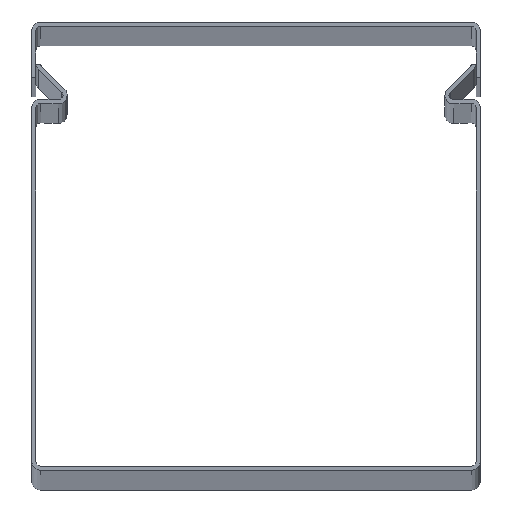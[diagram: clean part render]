
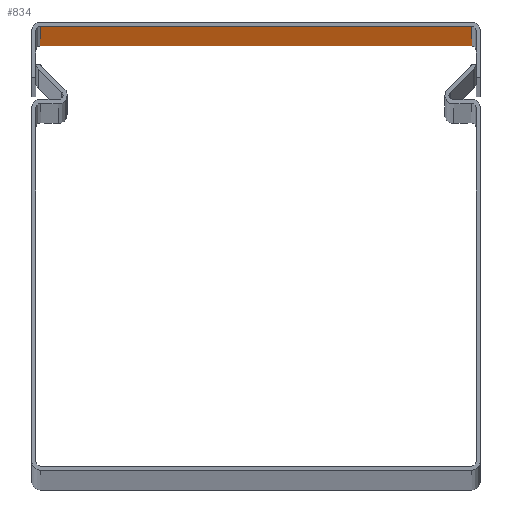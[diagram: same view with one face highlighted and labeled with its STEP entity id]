
A CAD part, top view. The second image highlights one B-rep face of the part: STEP entity #834.
In plain terms, the highlighted planar face has unit normal (0, -1, 0).
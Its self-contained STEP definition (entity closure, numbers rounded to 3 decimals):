
#24 = CARTESIAN_POINT ( 'NONE',  ( 948.346, 67.027, -3315.999 ) ) ;
#100 = VECTOR ( 'NONE', #1275, 1000. ) ;
#110 = CARTESIAN_POINT ( 'NONE',  ( 948.346, 67.027, -1315.999 ) ) ;
#123 = LINE ( 'NONE', #1416, #146 ) ;
#146 = VECTOR ( 'NONE', #1099, 1000. ) ;
#227 = LINE ( 'NONE', #2268, #2047 ) ;
#377 = AXIS2_PLACEMENT_3D ( 'NONE', #2174, #2083, #2050 ) ;
#752 = CARTESIAN_POINT ( 'NONE',  ( 1025.246, 67.027, -1679.728 ) ) ;
#826 = FACE_OUTER_BOUND ( 'NONE', #1742, .T. ) ;
#834 = ADVANCED_FACE ( 'NONE', ( #826 ), #2184, .T. ) ;
#979 = CARTESIAN_POINT ( 'NONE',  ( 1025.246, 67.027, -1315.999 ) ) ;
#1088 = VECTOR ( 'NONE', #1105, 1000. ) ;
#1099 = DIRECTION ( 'NONE',  ( -1., 0., 0. ) ) ;
#1105 = DIRECTION ( 'NONE',  ( 0., 0., 1. ) ) ;
#1110 = CARTESIAN_POINT ( 'NONE',  ( 1025.246, 67.027, -3315.999 ) ) ;
#1139 = VERTEX_POINT ( 'NONE', #1813 ) ;
#1275 = DIRECTION ( 'NONE',  ( 1., 0., 0. ) ) ;
#1305 = LINE ( 'NONE', #24, #100 ) ;
#1416 = CARTESIAN_POINT ( 'NONE',  ( 1057.161, 67.027, -1315.999 ) ) ;
#1742 = EDGE_LOOP ( 'NONE', ( #2079, #2085, #2101, #2113 ) ) ;
#1812 = EDGE_CURVE ( 'NONE', #2145, #1139, #227, .T. ) ;
#1813 = CARTESIAN_POINT ( 'NONE',  ( 948.346, 67.027, -3315.999 ) ) ;
#1929 = VERTEX_POINT ( 'NONE', #979 ) ;
#1983 = EDGE_CURVE ( 'NONE', #1929, #2145, #123, .T. ) ;
#2020 = EDGE_CURVE ( 'NONE', #1139, #2034, #1305, .T. ) ;
#2034 = VERTEX_POINT ( 'NONE', #1110 ) ;
#2047 = VECTOR ( 'NONE', #2089, 1000. ) ;
#2050 = DIRECTION ( 'NONE',  ( 1., 0., 0. ) ) ;
#2079 = ORIENTED_EDGE ( 'NONE', *, *, #2369, .T. ) ;
#2083 = DIRECTION ( 'NONE',  ( 0., -1., 0. ) ) ;
#2085 = ORIENTED_EDGE ( 'NONE', *, *, #1983, .T. ) ;
#2089 = DIRECTION ( 'NONE',  ( 0., 0., -1. ) ) ;
#2101 = ORIENTED_EDGE ( 'NONE', *, *, #1812, .T. ) ;
#2113 = ORIENTED_EDGE ( 'NONE', *, *, #2020, .T. ) ;
#2145 = VERTEX_POINT ( 'NONE', #110 ) ;
#2174 = CARTESIAN_POINT ( 'NONE',  ( 967.546, 67.027, -1679.728 ) ) ;
#2184 = PLANE ( 'NONE',  #377 ) ;
#2217 = LINE ( 'NONE', #752, #1088 ) ;
#2268 = CARTESIAN_POINT ( 'NONE',  ( 948.346, 67.027, -1679.728 ) ) ;
#2369 = EDGE_CURVE ( 'NONE', #2034, #1929, #2217, .T. ) ;
